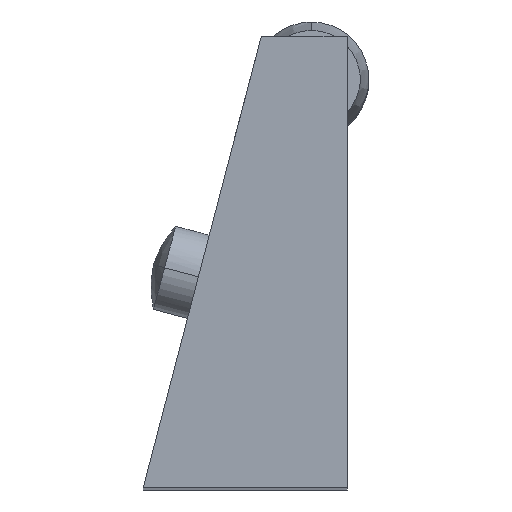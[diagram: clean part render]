
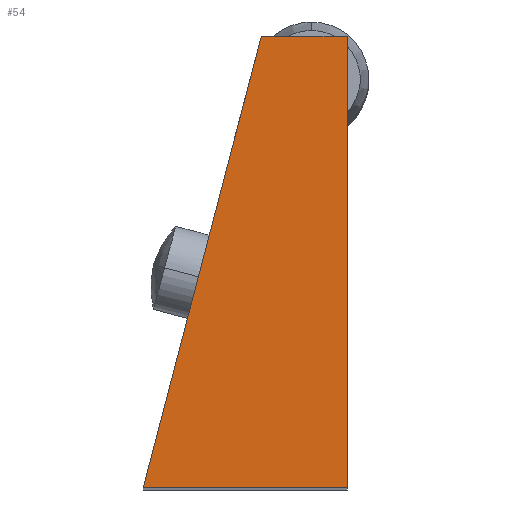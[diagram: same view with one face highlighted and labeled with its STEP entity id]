
A CAD part, top view. The second image highlights one B-rep face of the part: STEP entity #54.
In plain terms, the highlighted planar face has unit normal (0, 0, 1).
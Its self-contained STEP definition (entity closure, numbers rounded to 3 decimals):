
#54=ADVANCED_FACE('',(#131),#132,.T.);
#131=FACE_OUTER_BOUND('',#230,.T.);
#132=PLANE('',#231);
#230=EDGE_LOOP('',(#323,#324,#325,#326));
#231=AXIS2_PLACEMENT_3D('',#327,#328,#329);
#323=ORIENTED_EDGE('',*,*,#583,.F.);
#324=ORIENTED_EDGE('',*,*,#584,.F.);
#325=ORIENTED_EDGE('',*,*,#585,.F.);
#326=ORIENTED_EDGE('',*,*,#586,.F.);
#327=CARTESIAN_POINT('',(-5.324,14.211,100.0));
#328=DIRECTION('',(0.0,0.0,1.0));
#329=DIRECTION('',(1.0,0.0,0.0));
#583=EDGE_CURVE('',#683,#684,#685,.T.);
#584=EDGE_CURVE('',#686,#683,#687,.T.);
#585=EDGE_CURVE('',#688,#686,#689,.T.);
#586=EDGE_CURVE('',#684,#688,#690,.T.);
#683=VERTEX_POINT('',#825);
#684=VERTEX_POINT('',#826);
#685=LINE('',#827,#828);
#686=VERTEX_POINT('',#829);
#687=LINE('',#830,#831);
#688=VERTEX_POINT('',#832);
#689=LINE('',#833,#834);
#690=LINE('',#835,#836);
#825=CARTESIAN_POINT('',(0.0,0.0,100.0));
#826=CARTESIAN_POINT('',(-14.238,0.0,100.0));
#827=CARTESIAN_POINT('',(-14.238,0.0,100.0));
#828=VECTOR('',#1008,1.0);
#829=CARTESIAN_POINT('',(0.0,31.5,100.0));
#830=CARTESIAN_POINT('',(0.0,0.0,100.0));
#831=VECTOR('',#1009,1.0);
#832=CARTESIAN_POINT('',(-6.0,31.5,100.0));
#833=CARTESIAN_POINT('',(0.0,31.5,100.0));
#834=VECTOR('',#1010,1.0);
#835=CARTESIAN_POINT('',(-6.0,31.5,100.0));
#836=VECTOR('',#1011,1.0);
#1008=DIRECTION('',(-1.0,-0.0,-0.0));
#1009=DIRECTION('',(-0.0,-1.0,-0.0));
#1010=DIRECTION('',(1.0,0.0,0.0));
#1011=DIRECTION('',(0.253,0.967,0.0));
